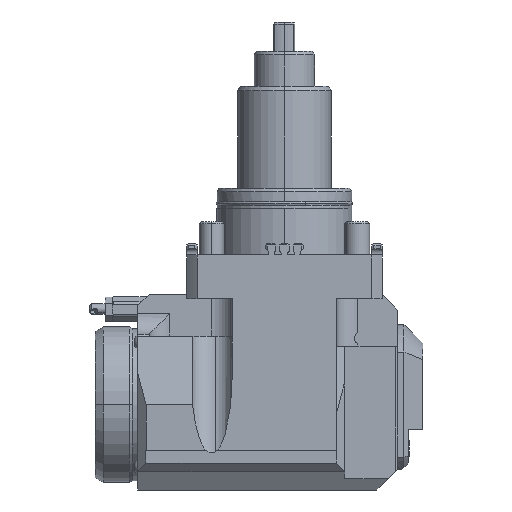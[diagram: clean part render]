
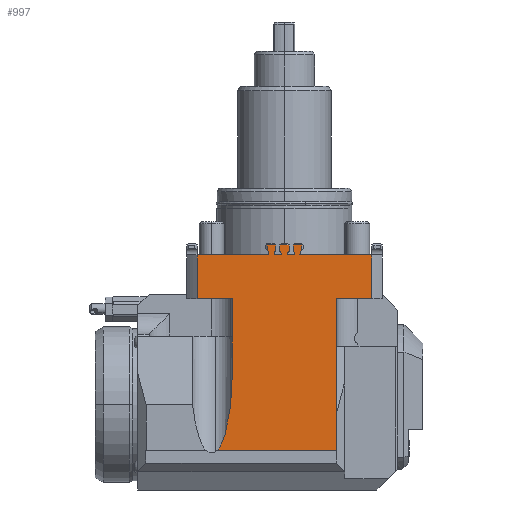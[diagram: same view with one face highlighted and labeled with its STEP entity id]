
A CAD part, front view. The second image highlights one B-rep face of the part: STEP entity #997.
In plain terms, the highlighted planar face has unit normal (0, -1, 0).
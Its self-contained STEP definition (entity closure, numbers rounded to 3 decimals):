
#598=CARTESIAN_POINT('',(7.546,-47.,0.));
#599=VERTEX_POINT('',#598);
#634=CARTESIAN_POINT('',(8.305,-47.,2.444));
#635=VERTEX_POINT('',#634);
#643=CARTESIAN_POINT('',(10.25,-47.,0.5));
#644=DIRECTION('',(0.,1.,-0.));
#645=DIRECTION('',(0.,0.,1.));
#646=AXIS2_PLACEMENT_3D('',#643,#644,#645);
#647=CIRCLE('',#646,2.75);
#648=EDGE_CURVE('',#599,#635,#647,.T.);
#658=CARTESIAN_POINT('',(1.678,-47.,0.));
#659=VERTEX_POINT('',#658);
#677=CARTESIAN_POINT('',(2.25,-47.,1.812));
#678=VERTEX_POINT('',#677);
#685=CARTESIAN_POINT('',(3.25,-47.,0.5));
#686=DIRECTION('',(0.,1.,-0.));
#687=DIRECTION('',(0.,0.,1.));
#688=AXIS2_PLACEMENT_3D('',#685,#686,#687);
#689=CIRCLE('',#688,1.65);
#690=EDGE_CURVE('',#659,#678,#689,.T.);
#779=CARTESIAN_POINT('',(0.,-47.,-3.75));
#780=DIRECTION('',(-0.,-1.,0.));
#781=DIRECTION('',(-0.,-0.,-1.));
#782=AXIS2_PLACEMENT_3D('',#779,#780,#781);
#783=PLANE('',#782);
#784=ORIENTED_EDGE('',*,*,#648,.T.);
#785=CARTESIAN_POINT('',(8.305,-47.,4.8));
#786=VERTEX_POINT('',#785);
#787=CARTESIAN_POINT('',(8.305,-47.,4.8));
#788=DIRECTION('',(-0.,0.,-1.));
#789=VECTOR('',#788,2.356);
#790=LINE('',#787,#789);
#791=EDGE_CURVE('',#786,#635,#790,.T.);
#792=ORIENTED_EDGE('',*,*,#791,.F.);
#793=CARTESIAN_POINT('',(4.25,-47.,4.8));
#794=VERTEX_POINT('',#793);
#795=CARTESIAN_POINT('',(4.25,-47.,4.8));
#796=DIRECTION('',(1.,0.,-0.));
#797=VECTOR('',#796,4.055);
#798=LINE('',#795,#797);
#799=EDGE_CURVE('',#794,#786,#798,.T.);
#800=ORIENTED_EDGE('',*,*,#799,.F.);
#801=CARTESIAN_POINT('',(4.25,-47.,1.812));
#802=VERTEX_POINT('',#801);
#803=CARTESIAN_POINT('',(4.25,-47.,4.8));
#804=DIRECTION('',(-0.,0.,-1.));
#805=VECTOR('',#804,2.988);
#806=LINE('',#803,#805);
#807=EDGE_CURVE('',#794,#802,#806,.T.);
#808=ORIENTED_EDGE('',*,*,#807,.T.);
#809=CARTESIAN_POINT('',(4.822,-47.,0.));
#810=VERTEX_POINT('',#809);
#811=CARTESIAN_POINT('',(3.25,-47.,0.5));
#812=DIRECTION('',(0.,1.,-0.));
#813=DIRECTION('',(0.,0.,1.));
#814=AXIS2_PLACEMENT_3D('',#811,#812,#813);
#815=CIRCLE('',#814,1.65);
#816=EDGE_CURVE('',#802,#810,#815,.T.);
#817=ORIENTED_EDGE('',*,*,#816,.T.);
#818=CARTESIAN_POINT('',(1.678,-47.,0.));
#819=DIRECTION('',(1.,0.,-0.));
#820=VECTOR('',#819,3.145);
#821=LINE('',#818,#820);
#822=EDGE_CURVE('',#659,#810,#821,.T.);
#823=ORIENTED_EDGE('',*,*,#822,.F.);
#824=ORIENTED_EDGE('',*,*,#690,.T.);
#825=CARTESIAN_POINT('',(2.25,-47.,4.8));
#826=VERTEX_POINT('',#825);
#827=CARTESIAN_POINT('',(2.25,-47.,1.812));
#828=DIRECTION('',(0.,0.,1.));
#829=VECTOR('',#828,2.988);
#830=LINE('',#827,#829);
#831=EDGE_CURVE('',#678,#826,#830,.T.);
#832=ORIENTED_EDGE('',*,*,#831,.T.);
#833=CARTESIAN_POINT('',(-2.25,-47.,4.8));
#834=VERTEX_POINT('',#833);
#835=CARTESIAN_POINT('',(-2.25,-47.,4.8));
#836=DIRECTION('',(1.,0.,-0.));
#837=VECTOR('',#836,4.5);
#838=LINE('',#835,#837);
#839=EDGE_CURVE('',#834,#826,#838,.T.);
#840=ORIENTED_EDGE('',*,*,#839,.F.);
#841=CARTESIAN_POINT('',(-2.25,-47.,1.812));
#842=VERTEX_POINT('',#841);
#843=CARTESIAN_POINT('',(-2.25,-47.,4.8));
#844=DIRECTION('',(-0.,0.,-1.));
#845=VECTOR('',#844,2.988);
#846=LINE('',#843,#845);
#847=EDGE_CURVE('',#834,#842,#846,.T.);
#848=ORIENTED_EDGE('',*,*,#847,.T.);
#849=CARTESIAN_POINT('',(-1.678,-47.,0.));
#850=VERTEX_POINT('',#849);
#851=CARTESIAN_POINT('',(-3.25,-47.,0.5));
#852=DIRECTION('',(0.,1.,-0.));
#853=DIRECTION('',(0.,0.,1.));
#854=AXIS2_PLACEMENT_3D('',#851,#852,#853);
#855=CIRCLE('',#854,1.65);
#856=EDGE_CURVE('',#842,#850,#855,.T.);
#857=ORIENTED_EDGE('',*,*,#856,.T.);
#858=CARTESIAN_POINT('',(-4.822,-47.,0.));
#859=VERTEX_POINT('',#858);
#860=CARTESIAN_POINT('',(-4.822,-47.,0.));
#861=DIRECTION('',(1.,0.,-0.));
#862=VECTOR('',#861,3.145);
#863=LINE('',#860,#862);
#864=EDGE_CURVE('',#859,#850,#863,.T.);
#865=ORIENTED_EDGE('',*,*,#864,.F.);
#866=CARTESIAN_POINT('',(-4.25,-47.,1.812));
#867=VERTEX_POINT('',#866);
#868=CARTESIAN_POINT('',(-3.25,-47.,0.5));
#869=DIRECTION('',(0.,1.,-0.));
#870=DIRECTION('',(0.,0.,1.));
#871=AXIS2_PLACEMENT_3D('',#868,#869,#870);
#872=CIRCLE('',#871,1.65);
#873=EDGE_CURVE('',#859,#867,#872,.T.);
#874=ORIENTED_EDGE('',*,*,#873,.T.);
#875=CARTESIAN_POINT('',(-4.25,-47.,4.8));
#876=VERTEX_POINT('',#875);
#877=CARTESIAN_POINT('',(-4.25,-47.,1.812));
#878=DIRECTION('',(0.,0.,1.));
#879=VECTOR('',#878,2.988);
#880=LINE('',#877,#879);
#881=EDGE_CURVE('',#867,#876,#880,.T.);
#882=ORIENTED_EDGE('',*,*,#881,.T.);
#883=CARTESIAN_POINT('',(-8.305,-47.,4.8));
#884=VERTEX_POINT('',#883);
#885=CARTESIAN_POINT('',(-8.305,-47.,4.8));
#886=DIRECTION('',(1.,0.,-0.));
#887=VECTOR('',#886,4.055);
#888=LINE('',#885,#887);
#889=EDGE_CURVE('',#884,#876,#888,.T.);
#890=ORIENTED_EDGE('',*,*,#889,.F.);
#891=CARTESIAN_POINT('',(-8.305,-47.,2.444));
#892=VERTEX_POINT('',#891);
#893=CARTESIAN_POINT('',(-8.305,-47.,2.444));
#894=DIRECTION('',(0.,0.,1.));
#895=VECTOR('',#894,2.356);
#896=LINE('',#893,#895);
#897=EDGE_CURVE('',#892,#884,#896,.T.);
#898=ORIENTED_EDGE('',*,*,#897,.F.);
#899=CARTESIAN_POINT('',(-7.546,-47.,0.));
#900=VERTEX_POINT('',#899);
#901=CARTESIAN_POINT('',(-10.25,-47.,0.5));
#902=DIRECTION('',(0.,1.,-0.));
#903=DIRECTION('',(0.,0.,1.));
#904=AXIS2_PLACEMENT_3D('',#901,#902,#903);
#905=CIRCLE('',#904,2.75);
#906=EDGE_CURVE('',#892,#900,#905,.T.);
#907=ORIENTED_EDGE('',*,*,#906,.T.);
#908=CARTESIAN_POINT('',(-41.952,-47.,0.));
#909=VERTEX_POINT('',#908);
#910=CARTESIAN_POINT('',(-41.952,-47.,0.));
#911=DIRECTION('',(1.,0.,-0.));
#912=VECTOR('',#911,34.407);
#913=LINE('',#910,#912);
#914=EDGE_CURVE('',#909,#900,#913,.T.);
#915=ORIENTED_EDGE('',*,*,#914,.F.);
#916=CARTESIAN_POINT('',(-41.952,-47.,-21.));
#917=VERTEX_POINT('',#916);
#918=CARTESIAN_POINT('',(-41.952,-47.,0.));
#919=DIRECTION('',(0.,0.,-1.));
#920=VECTOR('',#919,21.);
#921=LINE('',#918,#920);
#922=EDGE_CURVE('',#909,#917,#921,.T.);
#923=ORIENTED_EDGE('',*,*,#922,.T.);
#924=CARTESIAN_POINT('',(-25.,-47.,-21.));
#925=VERTEX_POINT('',#924);
#926=CARTESIAN_POINT('',(-41.952,-47.,-21.));
#927=DIRECTION('',(1.,0.,-0.));
#928=VECTOR('',#927,16.952);
#929=LINE('',#926,#928);
#930=EDGE_CURVE('',#917,#925,#929,.T.);
#931=ORIENTED_EDGE('',*,*,#930,.T.);
#932=CARTESIAN_POINT('',(-25.,-47.,-56.87));
#933=VERTEX_POINT('',#932);
#934=CARTESIAN_POINT('',(-25.,-47.,-21.));
#935=DIRECTION('',(0.,-0.,-1.));
#936=VECTOR('',#935,35.87);
#937=LINE('',#934,#936);
#938=EDGE_CURVE('',#925,#933,#937,.T.);
#939=ORIENTED_EDGE('',*,*,#938,.T.);
#940=CARTESIAN_POINT('',(-32.234,-47.,-94.));
#941=VERTEX_POINT('',#940);
#942=CARTESIAN_POINT('',(-35.,-47.,-56.87));
#943=DIRECTION('',(-0.,1.,-0.));
#944=DIRECTION('',(0.,0.,1.));
#945=AXIS2_PLACEMENT_3D('',#942,#943,#944);
#946=ELLIPSE('',#945,38.637,10.);
#947=EDGE_CURVE('',#933,#941,#946,.T.);
#948=ORIENTED_EDGE('',*,*,#947,.T.);
#949=CARTESIAN_POINT('',(25.,-47.,-94.));
#950=VERTEX_POINT('',#949);
#951=CARTESIAN_POINT('',(-32.234,-47.,-94.));
#952=DIRECTION('',(1.,0.,0.));
#953=VECTOR('',#952,57.234);
#954=LINE('',#951,#953);
#955=EDGE_CURVE('',#941,#950,#954,.T.);
#956=ORIENTED_EDGE('',*,*,#955,.T.);
#957=CARTESIAN_POINT('',(25.,-47.,-76.));
#958=VERTEX_POINT('',#957);
#959=CARTESIAN_POINT('',(25.,-47.,-76.));
#960=DIRECTION('',(0.,-0.,-1.));
#961=VECTOR('',#960,18.);
#962=LINE('',#959,#961);
#963=EDGE_CURVE('',#958,#950,#962,.T.);
#964=ORIENTED_EDGE('',*,*,#963,.F.);
#965=CARTESIAN_POINT('',(25.,-47.,-21.));
#966=VERTEX_POINT('',#965);
#967=CARTESIAN_POINT('',(25.,-47.,-76.));
#968=DIRECTION('',(-0.,-0.,1.));
#969=VECTOR('',#968,55.);
#970=LINE('',#967,#969);
#971=EDGE_CURVE('',#958,#966,#970,.T.);
#972=ORIENTED_EDGE('',*,*,#971,.T.);
#973=CARTESIAN_POINT('',(41.952,-47.,-21.));
#974=VERTEX_POINT('',#973);
#975=CARTESIAN_POINT('',(25.,-47.,-21.));
#976=DIRECTION('',(1.,0.,-0.));
#977=VECTOR('',#976,16.952);
#978=LINE('',#975,#977);
#979=EDGE_CURVE('',#966,#974,#978,.T.);
#980=ORIENTED_EDGE('',*,*,#979,.T.);
#981=CARTESIAN_POINT('',(41.952,-47.,-0.));
#982=VERTEX_POINT('',#981);
#983=CARTESIAN_POINT('',(41.952,-47.,-21.));
#984=DIRECTION('',(0.,0.,1.));
#985=VECTOR('',#984,21.);
#986=LINE('',#983,#985);
#987=EDGE_CURVE('',#974,#982,#986,.T.);
#988=ORIENTED_EDGE('',*,*,#987,.T.);
#989=CARTESIAN_POINT('',(7.546,-47.,0.));
#990=DIRECTION('',(1.,0.,-0.));
#991=VECTOR('',#990,34.407);
#992=LINE('',#989,#991);
#993=EDGE_CURVE('',#599,#982,#992,.T.);
#994=ORIENTED_EDGE('',*,*,#993,.F.);
#995=EDGE_LOOP('',(#784,#792,#800,#808,#817,#823,#824,#832,#840,#848,#857,#865,#874,#882,#890,#898,#907,#915,#923,#931,#939,#948,#956,#964,#972,#980,
#988,#994));
#996=FACE_BOUND('',#995,.T.);
#997=ADVANCED_FACE('',(#996),#783,.T.);
